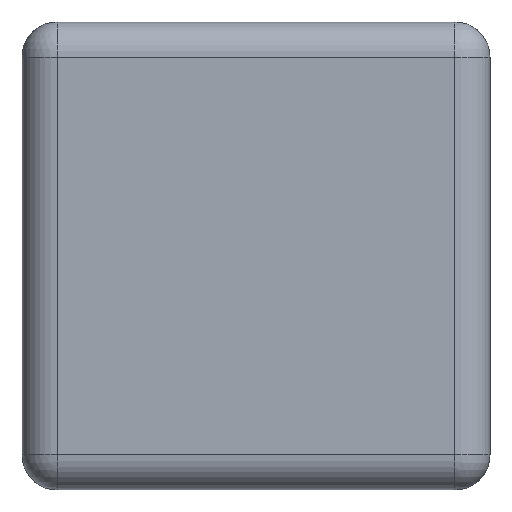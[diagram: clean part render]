
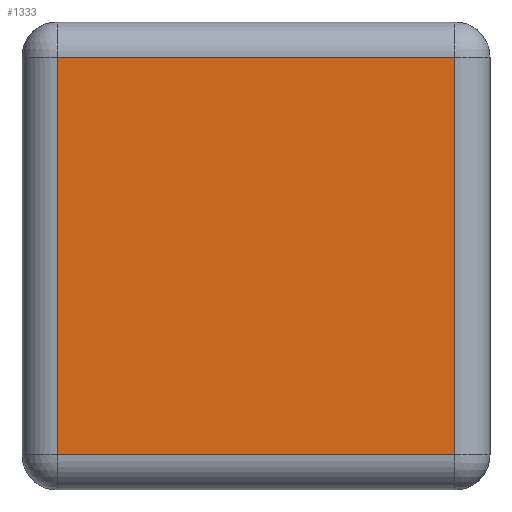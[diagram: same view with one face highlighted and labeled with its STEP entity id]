
A CAD part, left-side view. The second image highlights one B-rep face of the part: STEP entity #1333.
In plain terms, the highlighted planar face has unit normal (-1, 0, 0).
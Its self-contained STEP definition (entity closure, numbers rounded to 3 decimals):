
#121=LINE('',#2151,#203);
#130=LINE('',#2335,#212);
#131=LINE('',#2337,#213);
#132=LINE('',#2338,#214);
#203=VECTOR('',#1706,10.);
#212=VECTOR('',#1741,10.);
#213=VECTOR('',#1742,10.);
#214=VECTOR('',#1743,10.);
#282=PLANE('',#1542);
#318=FACE_OUTER_BOUND('',#404,.T.);
#404=EDGE_LOOP('',(#947,#948,#949,#950));
#573=VERTEX_POINT('',#2147);
#574=VERTEX_POINT('',#2149);
#587=VERTEX_POINT('',#2334);
#588=VERTEX_POINT('',#2336);
#701=EDGE_CURVE('',#573,#574,#121,.T.);
#722=EDGE_CURVE('',#573,#587,#130,.T.);
#723=EDGE_CURVE('',#574,#588,#131,.T.);
#724=EDGE_CURVE('',#587,#588,#132,.T.);
#947=ORIENTED_EDGE('',*,*,#722,.F.);
#948=ORIENTED_EDGE('',*,*,#701,.T.);
#949=ORIENTED_EDGE('',*,*,#723,.T.);
#950=ORIENTED_EDGE('',*,*,#724,.F.);
#1333=ADVANCED_FACE('',(#318),#282,.T.);
#1542=AXIS2_PLACEMENT_3D('',#2333,#1739,#1740);
#1706=DIRECTION('',(0.,-1.,0.));
#1739=DIRECTION('center_axis',(-1.,0.,0.));
#1740=DIRECTION('ref_axis',(0.,0.,1.));
#1741=DIRECTION('',(0.,0.,1.));
#1742=DIRECTION('',(0.,0.,1.));
#1743=DIRECTION('',(0.,-1.,0.));
#2147=CARTESIAN_POINT('',(-0.8,0.34,0.07));
#2149=CARTESIAN_POINT('',(-0.8,-0.34,0.07));
#2151=CARTESIAN_POINT('',(-0.8,0.34,0.07));
#2333=CARTESIAN_POINT('Origin',(-0.8,0.,0.01));
#2334=CARTESIAN_POINT('',(-0.8,0.34,0.75));
#2335=CARTESIAN_POINT('',(-0.8,0.34,0.07));
#2336=CARTESIAN_POINT('',(-0.8,-0.34,0.75));
#2337=CARTESIAN_POINT('',(-0.8,-0.34,0.07));
#2338=CARTESIAN_POINT('',(-0.8,0.34,0.75));
